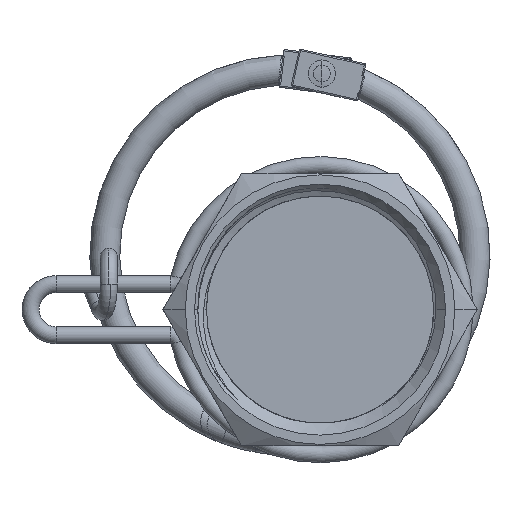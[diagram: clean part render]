
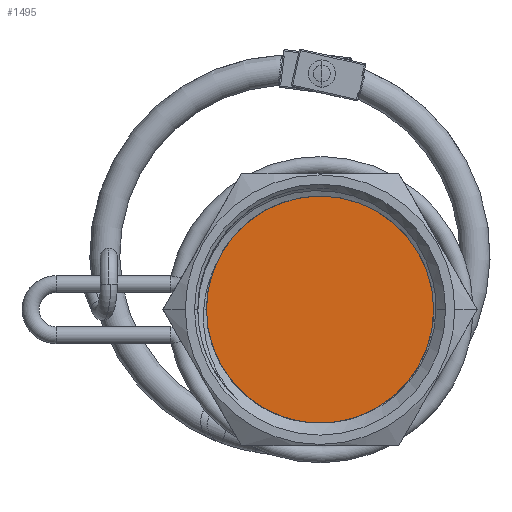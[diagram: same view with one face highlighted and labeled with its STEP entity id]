
A CAD part, left-side view. The second image highlights one B-rep face of the part: STEP entity #1495.
In plain terms, the highlighted face is planar.
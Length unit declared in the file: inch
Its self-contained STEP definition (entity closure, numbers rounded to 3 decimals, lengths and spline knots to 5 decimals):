
#797 = VERTEX_POINT ( 'NONE', #3448 ) ;
#850 = AXIS2_PLACEMENT_3D ( 'NONE', #8402, #4542, #3252 ) ;
#953 = AXIS2_PLACEMENT_3D ( 'NONE', #3105, #4369, #1780 ) ;
#1177 = ORIENTED_EDGE ( 'NONE', *, *, #5347, .T. ) ;
#1495 = ADVANCED_FACE ( 'NONE', ( #1903 ), #6434, .T. ) ;
#1780 = DIRECTION ( 'NONE',  ( 0., 0., 1. ) ) ;
#1903 = FACE_OUTER_BOUND ( 'NONE', #5233, .T. ) ;
#1946 = DIRECTION ( 'NONE',  ( 0., 1., 0. ) ) ;
#2079 = ORIENTED_EDGE ( 'NONE', *, *, #6610, .T. ) ;
#2892 = CARTESIAN_POINT ( 'NONE',  ( 0., 0.094, -0.41775 ) ) ;
#3105 = CARTESIAN_POINT ( 'NONE',  ( 0., 0.094, 0. ) ) ;
#3252 = DIRECTION ( 'NONE',  ( 0., 0., 1. ) ) ;
#3318 = VERTEX_POINT ( 'NONE', #2892 ) ;
#3448 = CARTESIAN_POINT ( 'NONE',  ( 0., 0.094, 0.41775 ) ) ;
#4369 = DIRECTION ( 'NONE',  ( 0., 1., 0. ) ) ;
#4478 = CARTESIAN_POINT ( 'NONE',  ( 0., 0.094, 0. ) ) ;
#4538 = DIRECTION ( 'NONE',  ( 0., 0., 1. ) ) ;
#4542 = DIRECTION ( 'NONE',  ( 0., 1., 0. ) ) ;
#5220 = CIRCLE ( 'NONE', #953, 0.41775 ) ;
#5233 = EDGE_LOOP ( 'NONE', ( #2079, #1177 ) ) ;
#5347 = EDGE_CURVE ( 'NONE', #797, #3318, #5876, .T. ) ;
#5395 = AXIS2_PLACEMENT_3D ( 'NONE', #4478, #1946, #4538 ) ;
#5876 = CIRCLE ( 'NONE', #850, 0.41775 ) ;
#6434 = PLANE ( 'NONE',  #5395 ) ;
#6610 = EDGE_CURVE ( 'NONE', #3318, #797, #5220, .T. ) ;
#8402 = CARTESIAN_POINT ( 'NONE',  ( 0., 0.094, 0. ) ) ;
